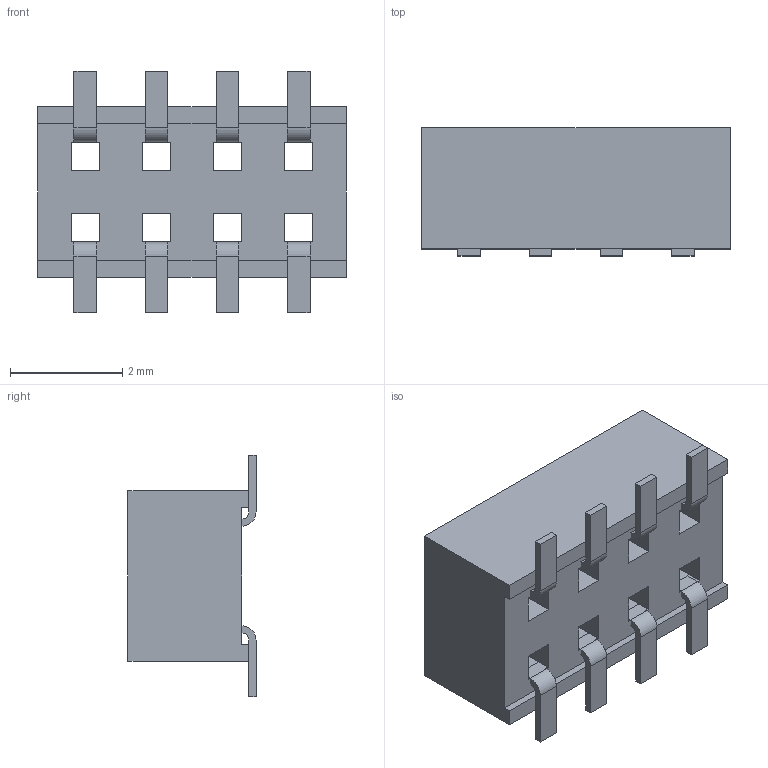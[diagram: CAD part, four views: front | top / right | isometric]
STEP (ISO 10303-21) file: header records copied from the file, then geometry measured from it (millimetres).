
FILE_DESCRIPTION(('CAx-IF Rec.Pracs.---Model Styling and Organization---1.5---2016-08-15','CAx-IF Rec.Pracs.---Geometric and Assembly Validation Properties---4.4---2016-08-17','CAx-IF Rec.Pracs.---User Defined Attributes---1.5---2016-08-15','CAx-IF Rec.Pracs.---External References---2.1---2005-01-19'),'2;1');
FILE_NAME('CLP-104-02-x-D-TR.step','2020-08-03T18:01:12',('Unspecified'),('Unspecified'),'CAD Exchanger 3.8.1 (cadexchanger.com)','Unspecified','');
FILE_SCHEMA(('AUTOMOTIVE_DESIGN { 1 0 10303 214 1 1 1 1 }'));
Length unit declared in the file: millimetre
Products named in the file (3): CLP-104-02-F-D-TR; _CLP-104-2-F-D-TR_terminal; _C-106-22-104_Pin
Assembly tree (3 placements, depth 2):
  CLP-104-02-F-D-TR
    _CLP-104-2-F-D-TR_terminal
    _C-106-22-104_Pin  x2
Bounding box: 5.51 x 2.29 x 4.32 mm (x, y, z)
Volume: 31.2 mm3; surface area: 117.8 mm2
Topology: 3 solids, 3 shells, 110 faces, 312 edges, 208 vertices
Faces by surface type: plane 94, cylinder 16
Entity records: 3125 total; most frequent: CARTESIAN_POINT 440, ORIENTED_EDGE 432, DIRECTION 392, EDGE_CURVE 216, LINE 200, VECTOR 200, VERTEX_POINT 144, AXIS2_PLACEMENT_3D 96
